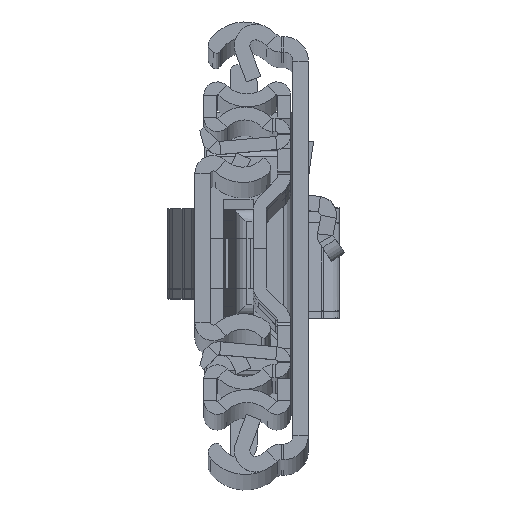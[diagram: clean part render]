
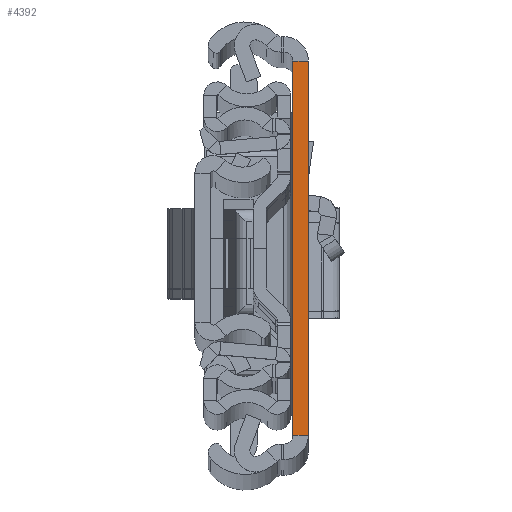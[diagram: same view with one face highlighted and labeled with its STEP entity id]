
A CAD part, top view. The second image highlights one B-rep face of the part: STEP entity #4392.
In plain terms, the highlighted planar face has unit normal (0, 0, 1).
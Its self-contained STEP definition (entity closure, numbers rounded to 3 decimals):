
#39 = DIRECTION ( 'NONE',  ( 0., 0., -1. ) ) ;
#476 = LINE ( 'NONE', #12899, #15481 ) ;
#892 = LINE ( 'NONE', #8163, #17193 ) ;
#1343 = CARTESIAN_POINT ( 'NONE',  ( 2.6, 31.5, 0. ) ) ;
#1885 = ORIENTED_EDGE ( 'NONE', *, *, #12842, .F. ) ;
#2245 = ORIENTED_EDGE ( 'NONE', *, *, #2882, .T. ) ;
#2336 = VERTEX_POINT ( 'NONE', #7949 ) ;
#2882 = EDGE_CURVE ( 'NONE', #9141, #3147, #3586, .T. ) ;
#3147 = VERTEX_POINT ( 'NONE', #7521 ) ;
#3586 = LINE ( 'NONE', #9590, #17987 ) ;
#4003 = LINE ( 'NONE', #1343, #12157 ) ;
#4092 = DIRECTION ( 'NONE',  ( 0., 1., 0. ) ) ;
#4380 = CARTESIAN_POINT ( 'NONE',  ( 0., -31.5, 0. ) ) ;
#4392 = ADVANCED_FACE ( 'NONE', ( #11666 ), #19289, .F. ) ;
#6549 = EDGE_CURVE ( 'NONE', #3147, #2336, #476, .T. ) ;
#7521 = CARTESIAN_POINT ( 'NONE',  ( 2.6, -31.5, 0. ) ) ;
#7949 = CARTESIAN_POINT ( 'NONE',  ( 2.6, 31.5, 0. ) ) ;
#8163 = CARTESIAN_POINT ( 'NONE',  ( 0., -31.5, 0. ) ) ;
#8302 = ORIENTED_EDGE ( 'NONE', *, *, #12315, .F. ) ;
#9141 = VERTEX_POINT ( 'NONE', #4380 ) ;
#9590 = CARTESIAN_POINT ( 'NONE',  ( 2.6, -31.5, 0. ) ) ;
#9934 = AXIS2_PLACEMENT_3D ( 'NONE', #14738, #39, #4092 ) ;
#10072 = VERTEX_POINT ( 'NONE', #13203 ) ;
#11666 = FACE_OUTER_BOUND ( 'NONE', #16000, .T. ) ;
#12157 = VECTOR ( 'NONE', #16126, 1000. ) ;
#12315 = EDGE_CURVE ( 'NONE', #9141, #10072, #892, .T. ) ;
#12795 = DIRECTION ( 'NONE',  ( 0., 1., 0. ) ) ;
#12842 = EDGE_CURVE ( 'NONE', #10072, #2336, #4003, .T. ) ;
#12899 = CARTESIAN_POINT ( 'NONE',  ( 2.6, -31.5, 0. ) ) ;
#13203 = CARTESIAN_POINT ( 'NONE',  ( 0., 31.5, 0. ) ) ;
#14738 = CARTESIAN_POINT ( 'NONE',  ( 2.6, -31.5, 0. ) ) ;
#15481 = VECTOR ( 'NONE', #12795, 1000. ) ;
#16000 = EDGE_LOOP ( 'NONE', ( #1885, #8302, #2245, #16105 ) ) ;
#16055 = DIRECTION ( 'NONE',  ( 0., 1., 0. ) ) ;
#16105 = ORIENTED_EDGE ( 'NONE', *, *, #6549, .T. ) ;
#16126 = DIRECTION ( 'NONE',  ( 1., 0., 0. ) ) ;
#17193 = VECTOR ( 'NONE', #16055, 1000. ) ;
#17987 = VECTOR ( 'NONE', #18491, 1000. ) ;
#18491 = DIRECTION ( 'NONE',  ( 1., 0., 0. ) ) ;
#19289 = PLANE ( 'NONE',  #9934 ) ;
